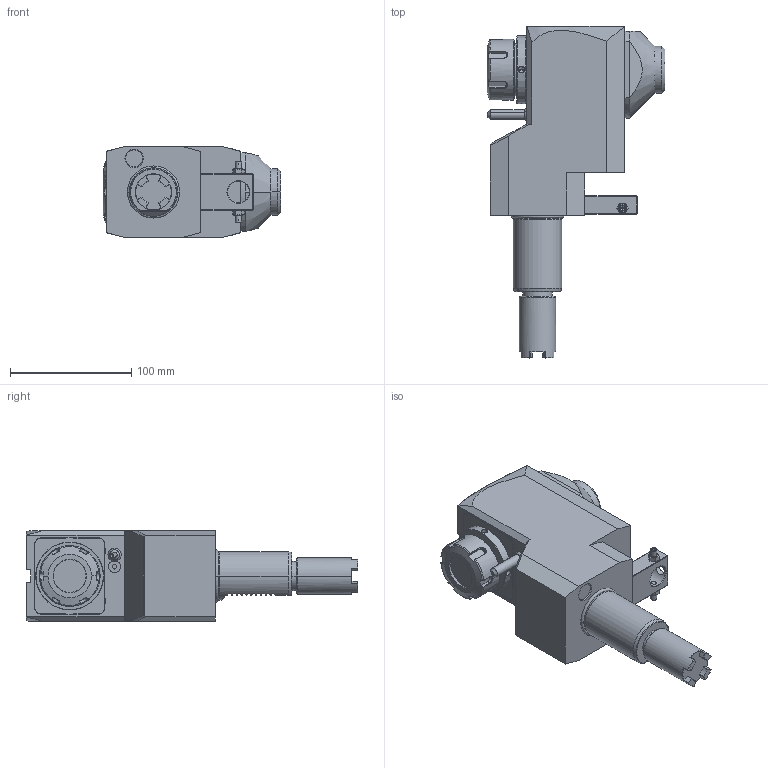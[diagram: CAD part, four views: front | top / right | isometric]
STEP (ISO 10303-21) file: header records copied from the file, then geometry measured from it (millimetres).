
FILE_DESCRIPTION((''),'2;1');
FILE_NAME('NGT1_40_451_32_3_2_120B','2022-02-15T',('vali'),('NOVA GRUP'),'PRO/ENGINEER BY PARAMETRIC TECHNOLOGY CORPORATION, 2010280','PRO/ENGINEER BY PARAMETRIC TECHNOLOGY CORPORATION, 2010280','');
FILE_SCHEMA(('CONFIG_CONTROL_DESIGN'));
Length unit declared in the file: millimetre
Products named in the file (1): NGT1_40_451_32_3_2_120B
Bounding box: 146.6 x 273.55 x 75 mm (x, y, z)
Volume: 1261988.7 mm3; surface area: 97088.3 mm2
Topology: 1 solids, 1 shells, 467 faces, 1207 edges, 747 vertices
Faces by surface type: plane 230, cylinder 91, cone 87, bspline 42, torus 13, extrusion 2, sphere 2
Entity records: 19340 total; most frequent: CARTESIAN_POINT 8656, ORIENTED_EDGE 2374, DIRECTION 1933, EDGE_CURVE 1187, VERTEX_POINT 747, AXIS2_PLACEMENT_3D 655, VECTOR 623, LINE 621
